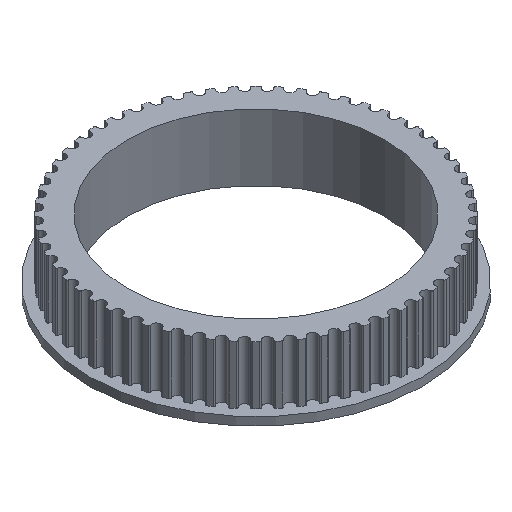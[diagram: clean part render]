
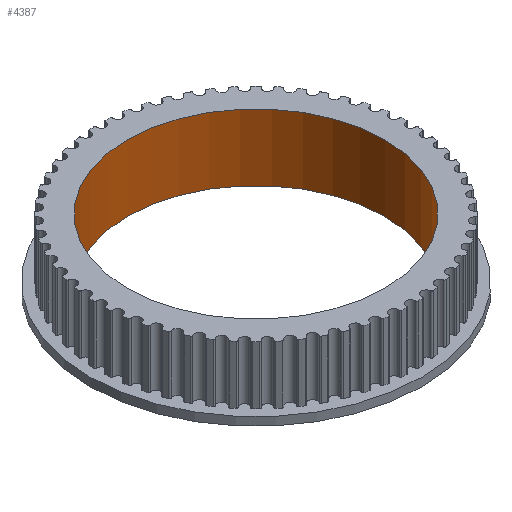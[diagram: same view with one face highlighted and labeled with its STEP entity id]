
A CAD part, isometric view. The second image highlights one B-rep face of the part: STEP entity #4387.
In plain terms, the highlighted cylindrical face has radius 15.5 mm (diameter 31 mm), a full revolution.
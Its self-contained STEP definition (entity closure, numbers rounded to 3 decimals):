
#15=LINE('',#7562,#257);
#257=VECTOR('',#5862,15.5);
#499=CYLINDRICAL_SURFACE('',#4887,15.5);
#745=FACE_OUTER_BOUND('',#991,.T.);
#991=EDGE_LOOP('',(#3172,#3173,#3174,#3175));
#1477=CIRCLE('',#4886,15.5);
#1478=CIRCLE('',#4888,15.5);
#1961=VERTEX_POINT('',#7558);
#1962=VERTEX_POINT('',#7561);
#2445=EDGE_CURVE('',#1961,#1961,#1477,.T.);
#2446=EDGE_CURVE('',#1961,#1962,#15,.T.);
#2447=EDGE_CURVE('',#1962,#1962,#1478,.T.);
#3172=ORIENTED_EDGE('',*,*,#2445,.T.);
#3173=ORIENTED_EDGE('',*,*,#2446,.T.);
#3174=ORIENTED_EDGE('',*,*,#2447,.F.);
#3175=ORIENTED_EDGE('',*,*,#2446,.F.);
#4387=ADVANCED_FACE('',(#745),#499,.F.);
#4886=AXIS2_PLACEMENT_3D('',#7559,#5858,#5859);
#4887=AXIS2_PLACEMENT_3D('',#7560,#5860,#5861);
#4888=AXIS2_PLACEMENT_3D('',#7563,#5863,#5864);
#5858=DIRECTION('center_axis',(0.,0.,1.));
#5859=DIRECTION('ref_axis',(-1.,0.,0.));
#5860=DIRECTION('center_axis',(0.,0.,-1.));
#5861=DIRECTION('ref_axis',(-1.,0.,0.));
#5862=DIRECTION('',(0.,0.,-1.));
#5863=DIRECTION('center_axis',(0.,0.,1.));
#5864=DIRECTION('ref_axis',(-1.,0.,0.));
#7558=CARTESIAN_POINT('',(15.5,0.,7.));
#7559=CARTESIAN_POINT('Origin',(0.,0.,7.));
#7560=CARTESIAN_POINT('Origin',(0.,0.,8.));
#7561=CARTESIAN_POINT('',(15.5,0.,-1.));
#7562=CARTESIAN_POINT('',(15.5,0.,8.));
#7563=CARTESIAN_POINT('Origin',(0.,0.,-1.));
